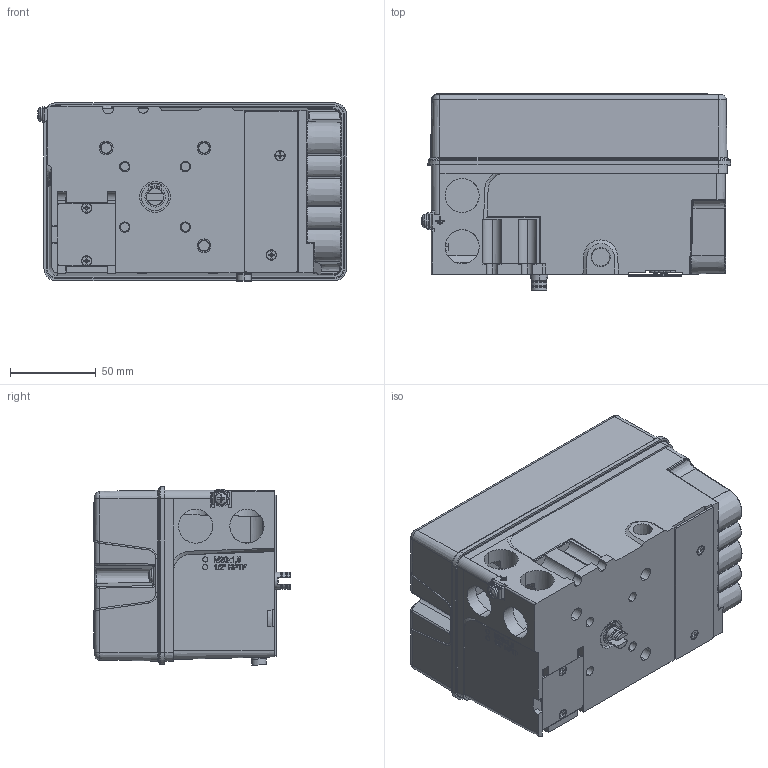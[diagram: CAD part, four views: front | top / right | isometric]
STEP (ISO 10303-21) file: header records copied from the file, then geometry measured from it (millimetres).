
FILE_DESCRIPTION (( 'STEP AP214' ), '1' );
FILE_NAME ('D30_ingen indikator_Turnexspindel_170208.STEP', '2017-02-08T14:46:42', ( '' ), ( '' ), 'SwSTEP 2.0', 'SolidWorks 2015', '' );
FILE_SCHEMA (( 'AUTOMOTIVE_DESIGN' ));
Length unit declared in the file: millimetre
Products named in the file (1): D30_ingen indikator_Turnexspindel_170208
Bounding box: 180.78 x 114.77 x 104.27 mm (x, y, z)
Volume: 435925 mm3; surface area: 241965.3 mm2
Topology: 22 solids, 22 shells, 3420 faces, 8822 edges, 5720 vertices
Faces by surface type: plane 1822, bspline 517, cylinder 511, cone 505, torus 49, sphere 16
Entity records: 131113 total; most frequent: CARTESIAN_POINT 50876, ORIENTED_EDGE 17530, DIRECTION 14819, EDGE_CURVE 8765, VERTEX_POINT 5718, VECTOR 5319, LINE 5319, AXIS2_PLACEMENT_3D 4750
